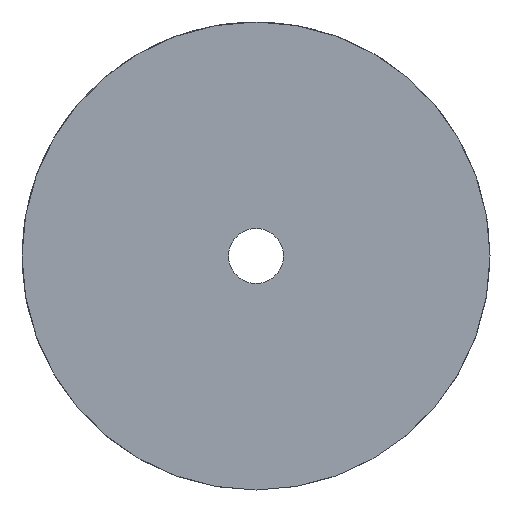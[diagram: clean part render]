
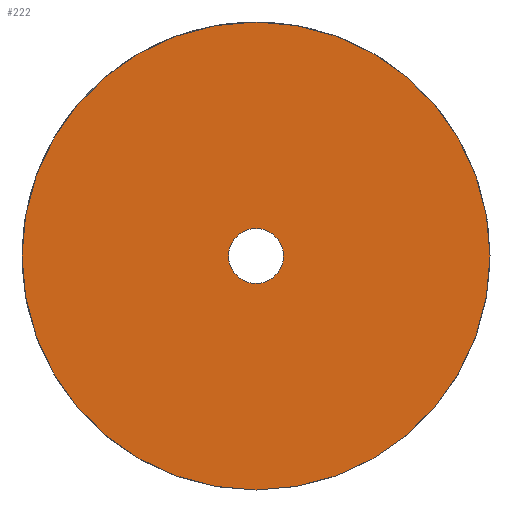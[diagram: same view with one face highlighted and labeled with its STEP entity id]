
A CAD part, left-side view. The second image highlights one B-rep face of the part: STEP entity #222.
In plain terms, the highlighted planar face has unit normal (-1, 0, 0).
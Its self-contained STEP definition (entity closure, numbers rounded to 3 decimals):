
#222 = ADVANCED_FACE( '', ( #617, #618 ), #619, .F. );
#617 = FACE_OUTER_BOUND( '', #1192, .T. );
#618 = FACE_BOUND( '', #1193, .T. );
#619 = PLANE( '', #1194 );
#1192 = EDGE_LOOP( '', ( #1785 ) );
#1193 = EDGE_LOOP( '', ( #1786 ) );
#1194 = AXIS2_PLACEMENT_3D( '', #1787, #1788, #1789 );
#1785 = ORIENTED_EDGE( '', *, *, #3233, .F. );
#1786 = ORIENTED_EDGE( '', *, *, #3234, .T. );
#1787 = CARTESIAN_POINT( '', ( 0., 0., 0. ) );
#1788 = DIRECTION( '', ( 1., 0., 0. ) );
#1789 = DIRECTION( '', ( 0., 0., -1. ) );
#3233 = EDGE_CURVE( '', #3798, #3798, #3799, .T. );
#3234 = EDGE_CURVE( '', #3800, #3800, #3801, .T. );
#3798 = VERTEX_POINT( '', #4536 );
#3799 = CIRCLE( '', #4537, 59.5 );
#3800 = VERTEX_POINT( '', #4538 );
#3801 = CIRCLE( '', #4539, 7. );
#4536 = CARTESIAN_POINT( '', ( 0., 0., -59.5 ) );
#4537 = AXIS2_PLACEMENT_3D( '', #5349, #5350, #5351 );
#4538 = CARTESIAN_POINT( '', ( 0., 0., -7. ) );
#4539 = AXIS2_PLACEMENT_3D( '', #5352, #5353, #5354 );
#5349 = CARTESIAN_POINT( '', ( 0., 0., 0. ) );
#5350 = DIRECTION( '', ( 1., 0., 0. ) );
#5351 = DIRECTION( '', ( 0., 0., -1. ) );
#5352 = CARTESIAN_POINT( '', ( 0., 0., 0. ) );
#5353 = DIRECTION( '', ( 1., 0., 0. ) );
#5354 = DIRECTION( '', ( 0., 0., -1. ) );
